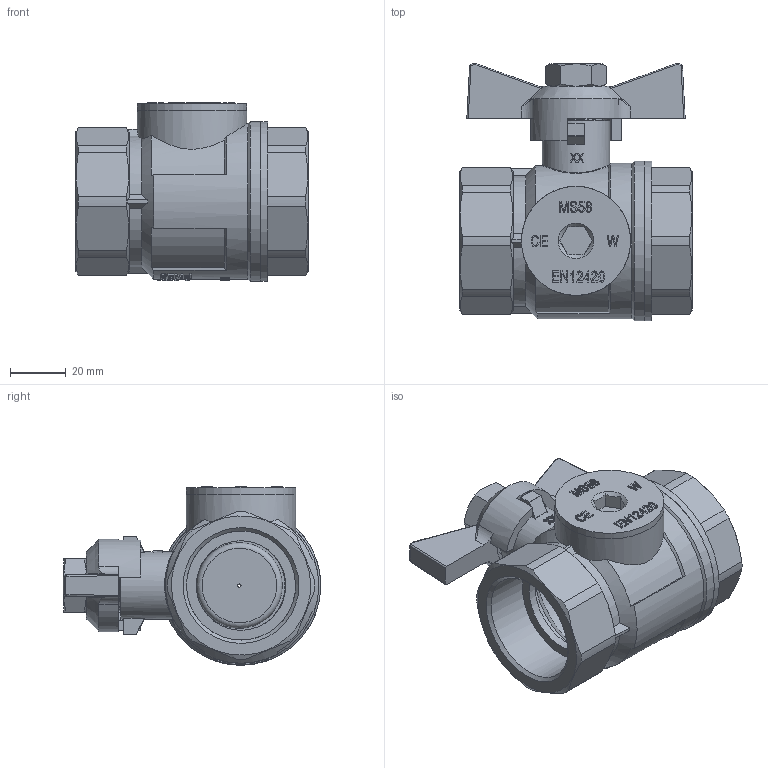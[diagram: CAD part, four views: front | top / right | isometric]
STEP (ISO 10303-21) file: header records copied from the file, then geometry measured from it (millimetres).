
FILE_DESCRIPTION(/* description */ ('Unknown'),/* implementation_level */ '2;1');
FILE_NAME(/* name */ '6060-07',/* time_stamp */ '2023-02-09T13:45:03+01:00',/* author */ ('Unknown'),/* organization */ ('Unknown'),/* preprocessor_version */ 'ST-DEVELOPER v16.7',/* originating_system */ 'Solid Edge',/* authorisation */ 'Unknown');
FILE_SCHEMA (('AUTOMOTIVE_DESIGN {1 0 10303 214 3 1 1}'));
Length unit declared in the file: millimetre
Products named in the file (15): 6060-1_1_4; Fl_gelgriff-1_1_4-1_1_2-co; Fl_gelgriff-1_1_4-1_1_2; 1_1_4-Mutter-fl.g.; 600-1_1_4-Spindel-co_oa_0; 600-1_1_4-Stopfbuchse; 600-1_1_4-Spindel; 600-1_1_4-Kvrper-co_oa_1; 600-1_1_4-Sieb; 600-1_1_4-Speerring; 600-1_1_4-Einschraubteil; kvrper-co; Deckel; 600-1_1_4-O-Ring; 600-1_1_4-Kvrper.1
Assembly tree (14 placements, depth 4):
  6060-1_1_4
    Fl_gelgriff-1_1_4-1_1_2-co
      Fl_gelgriff-1_1_4-1_1_2
      1_1_4-Mutter-fl.g.
    600-1_1_4-Spindel-co_oa_0
      600-1_1_4-Stopfbuchse
      600-1_1_4-Spindel
    600-1_1_4-Kvrper-co_oa_1
      600-1_1_4-Sieb
      600-1_1_4-Speerring
      600-1_1_4-Einschraubteil
      kvrper-co
        Deckel
        600-1_1_4-O-Ring
        600-1_1_4-Kvrper.1
Bounding box: 83 x 92.02 x 63.8 mm (x, y, z)
Volume: 95936.6 mm3; surface area: 59741.3 mm2
Topology: 10 solids, 10 shells, 1350 faces, 3742 edges, 2469 vertices
Faces by surface type: plane 1129, cylinder 146, cone 38, sphere 18, bspline 15, torus 4
Full cylindrical faces by diameter (mm): 1.134 x1, 1.5 x2, 10.2 x1, 10.8 x1, 14 x2, 14.1 x1, 14.5 x1, 15 x2, 16 x1, 18 x1, 18.38 x1, 20 x1, 24 x1, 26 x1, 28.834 x1, 29 x1, 30.634 x1, 32 x2, 32.5 x2, 32.634 x1, 34 x2, 38.952 x2, 38.954 x1, 39 x2, 41 x2, 50.5 x1, 52 x1, 52.002 x1, 54 x1, 55.5 x1
Entity records: 48431 total; most frequent: CARTESIAN_POINT 12817, DIRECTION 7481, ORIENTED_EDGE 7270, EDGE_CURVE 3635, AXIS2_PLACEMENT_3D 2648, VERTEX_POINT 2447, LINE 2185, VECTOR 2185
